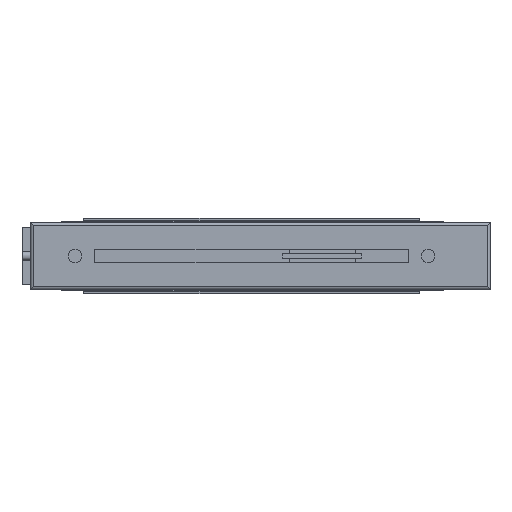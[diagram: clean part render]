
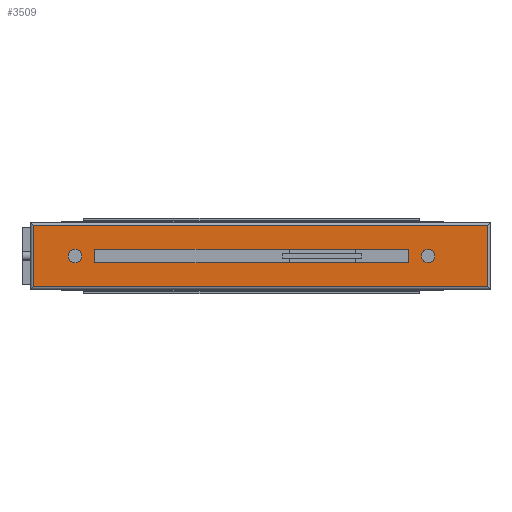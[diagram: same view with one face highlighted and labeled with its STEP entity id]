
A CAD part, top view. The second image highlights one B-rep face of the part: STEP entity #3509.
In plain terms, the highlighted planar face has unit normal (0, 0, 1).
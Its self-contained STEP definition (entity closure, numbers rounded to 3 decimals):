
#88=FACE_BOUND('',#549,.T.);
#89=FACE_BOUND('',#550,.T.);
#90=FACE_BOUND('',#551,.T.);
#151=PLANE('',#3767);
#265=CIRCLE('',#3768,1.5);
#266=CIRCLE('',#3769,1.5);
#344=FACE_OUTER_BOUND('',#548,.T.);
#548=EDGE_LOOP('',(#2695,#2696,#2697,#2698));
#549=EDGE_LOOP('',(#2699));
#550=EDGE_LOOP('',(#2700,#2701,#2702,#2703));
#551=EDGE_LOOP('',(#2704));
#808=LINE('',#4996,#1178);
#810=LINE('',#5004,#1180);
#812=LINE('',#5010,#1182);
#815=LINE('',#5016,#1185);
#821=LINE('',#5032,#1191);
#822=LINE('',#5034,#1192);
#823=LINE('',#5036,#1193);
#824=LINE('',#5037,#1194);
#1178=VECTOR('',#4163,10.);
#1180=VECTOR('',#4171,10.);
#1182=VECTOR('',#4177,10.);
#1185=VECTOR('',#4184,10.);
#1191=VECTOR('',#4198,10.);
#1192=VECTOR('',#4199,10.);
#1193=VECTOR('',#4200,10.);
#1194=VECTOR('',#4201,10.);
#1629=VERTEX_POINT('',#4994);
#1630=VERTEX_POINT('',#4995);
#1633=VERTEX_POINT('',#5003);
#1635=VERTEX_POINT('',#5009);
#1640=VERTEX_POINT('',#5028);
#1641=VERTEX_POINT('',#5030);
#1642=VERTEX_POINT('',#5031);
#1643=VERTEX_POINT('',#5033);
#1644=VERTEX_POINT('',#5035);
#1645=VERTEX_POINT('',#5038);
#2017=EDGE_CURVE('',#1629,#1630,#808,.T.);
#2021=EDGE_CURVE('',#1630,#1633,#810,.T.);
#2024=EDGE_CURVE('',#1633,#1635,#812,.T.);
#2028=EDGE_CURVE('',#1635,#1629,#815,.T.);
#2034=EDGE_CURVE('',#1640,#1640,#265,.T.);
#2035=EDGE_CURVE('',#1641,#1642,#821,.T.);
#2036=EDGE_CURVE('',#1642,#1643,#822,.T.);
#2037=EDGE_CURVE('',#1643,#1644,#823,.T.);
#2038=EDGE_CURVE('',#1644,#1641,#824,.T.);
#2039=EDGE_CURVE('',#1645,#1645,#266,.T.);
#2695=ORIENTED_EDGE('',*,*,#2017,.F.);
#2696=ORIENTED_EDGE('',*,*,#2028,.F.);
#2697=ORIENTED_EDGE('',*,*,#2024,.F.);
#2698=ORIENTED_EDGE('',*,*,#2021,.F.);
#2699=ORIENTED_EDGE('',*,*,#2034,.T.);
#2700=ORIENTED_EDGE('',*,*,#2035,.T.);
#2701=ORIENTED_EDGE('',*,*,#2036,.T.);
#2702=ORIENTED_EDGE('',*,*,#2037,.T.);
#2703=ORIENTED_EDGE('',*,*,#2038,.T.);
#2704=ORIENTED_EDGE('',*,*,#2039,.T.);
#3509=ADVANCED_FACE('',(#344,#88,#89,#90),#151,.T.);
#3767=AXIS2_PLACEMENT_3D('',#5027,#4194,#4195);
#3768=AXIS2_PLACEMENT_3D('',#5029,#4196,#4197);
#3769=AXIS2_PLACEMENT_3D('',#5039,#4202,#4203);
#4163=DIRECTION('',(0.,-1.,0.));
#4171=DIRECTION('',(-1.,0.,0.));
#4177=DIRECTION('',(0.,1.,0.));
#4184=DIRECTION('',(1.,0.,0.));
#4194=DIRECTION('center_axis',(0.,0.,1.));
#4195=DIRECTION('ref_axis',(1.,0.,0.));
#4196=DIRECTION('center_axis',(0.,0.,-1.));
#4197=DIRECTION('ref_axis',(1.,0.,0.));
#4198=DIRECTION('',(-1.,0.,0.));
#4199=DIRECTION('',(0.,1.,0.));
#4200=DIRECTION('',(1.,0.,0.));
#4201=DIRECTION('',(0.,-1.,0.));
#4202=DIRECTION('center_axis',(0.,0.,-1.));
#4203=DIRECTION('ref_axis',(1.,0.,0.));
#4994=CARTESIAN_POINT('',(51.5,7.,3.5));
#4995=CARTESIAN_POINT('',(51.5,-7.,3.5));
#4996=CARTESIAN_POINT('',(51.5,-3.75,3.5));
#5003=CARTESIAN_POINT('',(-51.5,-7.,3.5));
#5004=CARTESIAN_POINT('',(-26.,-7.,3.5));
#5009=CARTESIAN_POINT('',(-51.5,7.,3.5));
#5010=CARTESIAN_POINT('',(-51.5,3.75,3.5));
#5016=CARTESIAN_POINT('',(26.,7.,3.5));
#5027=CARTESIAN_POINT('Origin',(0.,0.,3.5));
#5028=CARTESIAN_POINT('',(-43.5,0.,3.5));
#5029=CARTESIAN_POINT('Origin',(-42.,0.,3.5));
#5030=CARTESIAN_POINT('',(33.5,-1.5,3.5));
#5031=CARTESIAN_POINT('',(-37.5,-1.5,3.5));
#5032=CARTESIAN_POINT('',(33.5,-1.5,3.5));
#5033=CARTESIAN_POINT('',(-37.5,1.5,3.5));
#5034=CARTESIAN_POINT('',(-37.5,-1.5,3.5));
#5035=CARTESIAN_POINT('',(33.5,1.5,3.5));
#5036=CARTESIAN_POINT('',(-37.5,1.5,3.5));
#5037=CARTESIAN_POINT('',(33.5,1.5,3.5));
#5038=CARTESIAN_POINT('',(36.5,0.,3.5));
#5039=CARTESIAN_POINT('Origin',(38.,0.,3.5));
